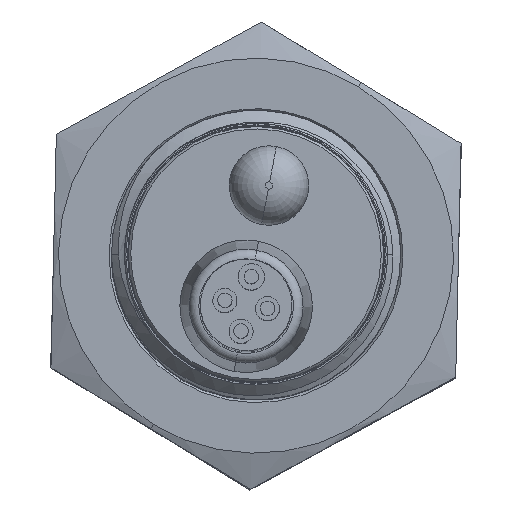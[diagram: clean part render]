
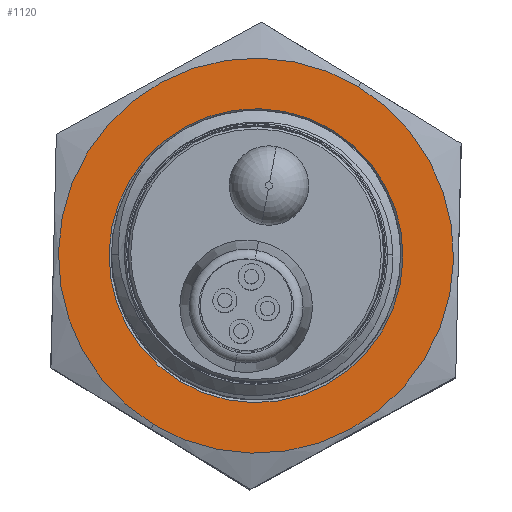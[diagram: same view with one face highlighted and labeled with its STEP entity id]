
A CAD part, top view. The second image highlights one B-rep face of the part: STEP entity #1120.
In plain terms, the highlighted face is planar.
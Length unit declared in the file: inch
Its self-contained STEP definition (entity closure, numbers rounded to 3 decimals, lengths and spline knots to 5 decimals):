
#600 = DIRECTION ( 'NONE',  ( 0., 0., -1. ) ) ;
#1120 = ADVANCED_FACE ( 'NONE', ( #21519, #1927 ), #10605, .F. ) ;
#1673 = DIRECTION ( 'NONE',  ( 0., 0., 1. ) ) ;
#1868 = CIRCLE ( 'NONE', #10855, 0.24016 ) ;
#1927 = FACE_OUTER_BOUND ( 'NONE', #4388, .T. ) ;
#2947 = AXIS2_PLACEMENT_3D ( 'NONE', #8600, #6856, #6968 ) ;
#3831 = ORIENTED_EDGE ( 'NONE', *, *, #13014, .T. ) ;
#4388 = EDGE_LOOP ( 'NONE', ( #22100, #22297 ) ) ;
#4528 = AXIS2_PLACEMENT_3D ( 'NONE', #12470, #1673, #19635 ) ;
#6333 = VERTEX_POINT ( 'NONE', #22950 ) ;
#6401 = CIRCLE ( 'NONE', #4528, 0.24016 ) ;
#6856 = DIRECTION ( 'NONE',  ( 0., 0., 1. ) ) ;
#6968 = DIRECTION ( 'NONE',  ( 1., 0., 0. ) ) ;
#7046 = CARTESIAN_POINT ( 'NONE',  ( 0., 0., 0. ) ) ;
#7193 = CARTESIAN_POINT ( 'NONE',  ( 0.32281, 0., 0. ) ) ;
#8110 = EDGE_CURVE ( 'NONE', #8509, #6333, #1868, .T. ) ;
#8246 = AXIS2_PLACEMENT_3D ( 'NONE', #13150, #600, #10917 ) ;
#8440 = EDGE_LOOP ( 'NONE', ( #22794, #3831 ) ) ;
#8509 = VERTEX_POINT ( 'NONE', #12327 ) ;
#8566 = DIRECTION ( 'NONE',  ( 0., 0., -1. ) ) ;
#8600 = CARTESIAN_POINT ( 'NONE',  ( 0., 0., 0. ) ) ;
#8642 = EDGE_CURVE ( 'NONE', #20714, #21541, #17992, .T. ) ;
#10331 = DIRECTION ( 'NONE',  ( -1., 0., 0. ) ) ;
#10605 = PLANE ( 'NONE',  #2947 ) ;
#10855 = AXIS2_PLACEMENT_3D ( 'NONE', #19869, #21159, #17751 ) ;
#10917 = DIRECTION ( 'NONE',  ( -1., 0., 0. ) ) ;
#11123 = CARTESIAN_POINT ( 'NONE',  ( -0.32281, 0., 0. ) ) ;
#12327 = CARTESIAN_POINT ( 'NONE',  ( -0.24016, 0., 0. ) ) ;
#12470 = CARTESIAN_POINT ( 'NONE',  ( 0., 0., 0. ) ) ;
#13014 = EDGE_CURVE ( 'NONE', #6333, #8509, #6401, .T. ) ;
#13150 = CARTESIAN_POINT ( 'NONE',  ( 0., 0., 0. ) ) ;
#14087 = EDGE_CURVE ( 'NONE', #21541, #20714, #22657, .T. ) ;
#17751 = DIRECTION ( 'NONE',  ( 1., 0., 0. ) ) ;
#17992 = CIRCLE ( 'NONE', #8246, 0.32281 ) ;
#18173 = AXIS2_PLACEMENT_3D ( 'NONE', #7046, #8566, #10331 ) ;
#19635 = DIRECTION ( 'NONE',  ( 1., 0., 0. ) ) ;
#19869 = CARTESIAN_POINT ( 'NONE',  ( 0., 0., 0. ) ) ;
#20714 = VERTEX_POINT ( 'NONE', #11123 ) ;
#21159 = DIRECTION ( 'NONE',  ( 0., 0., 1. ) ) ;
#21519 = FACE_BOUND ( 'NONE', #8440, .T. ) ;
#21541 = VERTEX_POINT ( 'NONE', #7193 ) ;
#22100 = ORIENTED_EDGE ( 'NONE', *, *, #14087, .T. ) ;
#22297 = ORIENTED_EDGE ( 'NONE', *, *, #8642, .T. ) ;
#22657 = CIRCLE ( 'NONE', #18173, 0.32281 ) ;
#22794 = ORIENTED_EDGE ( 'NONE', *, *, #8110, .T. ) ;
#22950 = CARTESIAN_POINT ( 'NONE',  ( 0.24016, 0., 0. ) ) ;
